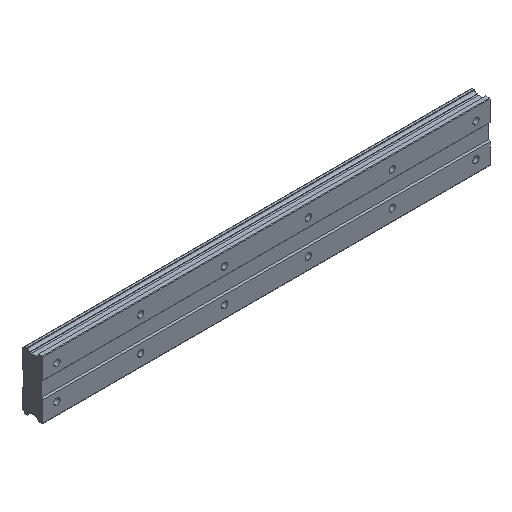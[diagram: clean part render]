
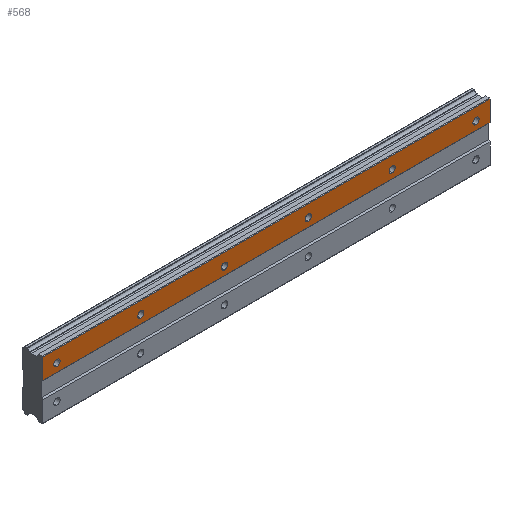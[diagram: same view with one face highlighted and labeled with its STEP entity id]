
A CAD part, isometric view. The second image highlights one B-rep face of the part: STEP entity #568.
In plain terms, the highlighted planar face has unit normal (0, -1, 0).
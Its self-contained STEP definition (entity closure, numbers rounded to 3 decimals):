
#38 = ORIENTED_EDGE ( 'NONE', *, *, #1169, .F. ) ;
#66 = AXIS2_PLACEMENT_3D ( 'NONE', #709, #921, #1637 ) ;
#119 = CIRCLE ( 'NONE', #1432, 2.25 ) ;
#141 = EDGE_CURVE ( 'NONE', #1347, #1298, #1455, .T. ) ;
#158 = VERTEX_POINT ( 'NONE', #1703 ) ;
#176 = ORIENTED_EDGE ( 'NONE', *, *, #968, .F. ) ;
#181 = DIRECTION ( 'NONE',  ( 0., 0., 1. ) ) ;
#211 = AXIS2_PLACEMENT_3D ( 'NONE', #3006, #878, #1814 ) ;
#244 = ORIENTED_EDGE ( 'NONE', *, *, #2589, .F. ) ;
#253 = DIRECTION ( 'NONE',  ( -1., 0., 0. ) ) ;
#268 = CARTESIAN_POINT ( 'NONE',  ( 180., 0., 14.25 ) ) ;
#269 = VERTEX_POINT ( 'NONE', #1306 ) ;
#297 = EDGE_CURVE ( 'NONE', #2667, #995, #1232, .T. ) ;
#317 = CARTESIAN_POINT ( 'NONE',  ( 300., 0., 12. ) ) ;
#322 = ORIENTED_EDGE ( 'NONE', *, *, #399, .F. ) ;
#336 = EDGE_CURVE ( 'NONE', #995, #2667, #2072, .T. ) ;
#377 = CARTESIAN_POINT ( 'NONE',  ( 180., 0., 9.75 ) ) ;
#382 = FACE_BOUND ( 'NONE', #628, .T. ) ;
#399 = EDGE_CURVE ( 'NONE', #1124, #158, #699, .T. ) ;
#431 = CARTESIAN_POINT ( 'NONE',  ( 240., 0., 12. ) ) ;
#456 = AXIS2_PLACEMENT_3D ( 'NONE', #1854, #1780, #905 ) ;
#457 = AXIS2_PLACEMENT_3D ( 'NONE', #317, #796, #2892 ) ;
#466 = ORIENTED_EDGE ( 'NONE', *, *, #1636, .F. ) ;
#482 = ORIENTED_EDGE ( 'NONE', *, *, #553, .F. ) ;
#496 = EDGE_LOOP ( 'NONE', ( #957, #1556 ) ) ;
#534 = EDGE_CURVE ( 'NONE', #1216, #2596, #2572, .T. ) ;
#550 = CIRCLE ( 'NONE', #2719, 2.25 ) ;
#553 = EDGE_CURVE ( 'NONE', #1298, #1047, #2457, .T. ) ;
#568 = ADVANCED_FACE ( 'NONE', ( #2020, #382, #1314, #590, #2981, #2550, #2348 ), #1647, .F. ) ;
#578 = DIRECTION ( 'NONE',  ( 0., 0., 1. ) ) ;
#581 = DIRECTION ( 'NONE',  ( 0., 0., 1. ) ) ;
#590 = FACE_BOUND ( 'NONE', #2200, .T. ) ;
#596 = DIRECTION ( 'NONE',  ( 0., -1., 0. ) ) ;
#609 = EDGE_CURVE ( 'NONE', #2464, #1347, #1367, .T. ) ;
#617 = CARTESIAN_POINT ( 'NONE',  ( 120., 0., 12. ) ) ;
#628 = EDGE_LOOP ( 'NONE', ( #38, #322 ) ) ;
#636 = VERTEX_POINT ( 'NONE', #729 ) ;
#641 = EDGE_LOOP ( 'NONE', ( #2036, #1763 ) ) ;
#649 = VECTOR ( 'NONE', #916, 1000. ) ;
#669 = CARTESIAN_POINT ( 'NONE',  ( 120., 0., 9.75 ) ) ;
#679 = DIRECTION ( 'NONE',  ( 0., 0., 1. ) ) ;
#699 = CIRCLE ( 'NONE', #1821, 2.25 ) ;
#701 = AXIS2_PLACEMENT_3D ( 'NONE', #431, #3044, #2810 ) ;
#709 = CARTESIAN_POINT ( 'NONE',  ( 240., 0., 12. ) ) ;
#729 = CARTESIAN_POINT ( 'NONE',  ( 60., 0., 9.75 ) ) ;
#748 = CIRCLE ( 'NONE', #457, 2.25 ) ;
#750 = ORIENTED_EDGE ( 'NONE', *, *, #853, .F. ) ;
#772 = ORIENTED_EDGE ( 'NONE', *, *, #141, .F. ) ;
#796 = DIRECTION ( 'NONE',  ( 0., -1., 0. ) ) ;
#853 = EDGE_CURVE ( 'NONE', #2060, #636, #119, .T. ) ;
#854 = DIRECTION ( 'NONE',  ( 0., 0., 1. ) ) ;
#878 = DIRECTION ( 'NONE',  ( 0., 1., 0. ) ) ;
#905 = DIRECTION ( 'NONE',  ( 0., 0., 1. ) ) ;
#916 = DIRECTION ( 'NONE',  ( 0., 0., -1. ) ) ;
#921 = DIRECTION ( 'NONE',  ( 0., -1., 0. ) ) ;
#957 = ORIENTED_EDGE ( 'NONE', *, *, #297, .F. ) ;
#968 = EDGE_CURVE ( 'NONE', #636, #2060, #550, .T. ) ;
#986 = EDGE_LOOP ( 'NONE', ( #2278, #3043 ) ) ;
#995 = VERTEX_POINT ( 'NONE', #669 ) ;
#1031 = VERTEX_POINT ( 'NONE', #2815 ) ;
#1047 = VERTEX_POINT ( 'NONE', #2297 ) ;
#1050 = DIRECTION ( 'NONE',  ( 0., 0., 1. ) ) ;
#1116 = DIRECTION ( 'NONE',  ( 0., -1., 0. ) ) ;
#1124 = VERTEX_POINT ( 'NONE', #2392 ) ;
#1141 = VECTOR ( 'NONE', #253, 1000. ) ;
#1167 = DIRECTION ( 'NONE',  ( 0., -1., 0. ) ) ;
#1169 = EDGE_CURVE ( 'NONE', #158, #1124, #2519, .T. ) ;
#1216 = VERTEX_POINT ( 'NONE', #377 ) ;
#1232 = CIRCLE ( 'NONE', #1621, 2.25 ) ;
#1298 = VERTEX_POINT ( 'NONE', #1951 ) ;
#1306 = CARTESIAN_POINT ( 'NONE',  ( 300., 0., 14.25 ) ) ;
#1314 = FACE_BOUND ( 'NONE', #986, .T. ) ;
#1322 = CARTESIAN_POINT ( 'NONE',  ( 60., 0., 12. ) ) ;
#1342 = CARTESIAN_POINT ( 'NONE',  ( 60., 0., 12. ) ) ;
#1347 = VERTEX_POINT ( 'NONE', #2011 ) ;
#1354 = CARTESIAN_POINT ( 'NONE',  ( 240., 0., 9.75 ) ) ;
#1367 = LINE ( 'NONE', #1598, #649 ) ;
#1432 = AXIS2_PLACEMENT_3D ( 'NONE', #1322, #2267, #1050 ) ;
#1455 = LINE ( 'NONE', #1626, #1141 ) ;
#1471 = CARTESIAN_POINT ( 'NONE',  ( 0., 0., 12. ) ) ;
#1486 = EDGE_CURVE ( 'NONE', #1031, #269, #2720, .T. ) ;
#1552 = CARTESIAN_POINT ( 'NONE',  ( 180., 0., 12. ) ) ;
#1556 = ORIENTED_EDGE ( 'NONE', *, *, #336, .F. ) ;
#1598 = CARTESIAN_POINT ( 'NONE',  ( 310., 0., 20.5 ) ) ;
#1617 = AXIS2_PLACEMENT_3D ( 'NONE', #1471, #1895, #2835 ) ;
#1621 = AXIS2_PLACEMENT_3D ( 'NONE', #617, #2365, #2794 ) ;
#1625 = CIRCLE ( 'NONE', #2888, 2.25 ) ;
#1626 = CARTESIAN_POINT ( 'NONE',  ( 310., 0., 6. ) ) ;
#1636 = EDGE_CURVE ( 'NONE', #1047, #2464, #1687, .T. ) ;
#1637 = DIRECTION ( 'NONE',  ( 0., 0., 1. ) ) ;
#1647 = PLANE ( 'NONE',  #211 ) ;
#1674 = VECTOR ( 'NONE', #578, 1000. ) ;
#1687 = LINE ( 'NONE', #1873, #1772 ) ;
#1703 = CARTESIAN_POINT ( 'NONE',  ( 0., 0., 14.25 ) ) ;
#1724 = AXIS2_PLACEMENT_3D ( 'NONE', #2752, #1116, #679 ) ;
#1757 = CARTESIAN_POINT ( 'NONE',  ( 240., 0., 14.25 ) ) ;
#1761 = CARTESIAN_POINT ( 'NONE',  ( 180., 0., 12. ) ) ;
#1763 = ORIENTED_EDGE ( 'NONE', *, *, #534, .F. ) ;
#1772 = VECTOR ( 'NONE', #3040, 1000. ) ;
#1780 = DIRECTION ( 'NONE',  ( 0., -1., 0. ) ) ;
#1814 = DIRECTION ( 'NONE',  ( 0., 0., 1. ) ) ;
#1821 = AXIS2_PLACEMENT_3D ( 'NONE', #1869, #2335, #2069 ) ;
#1854 = CARTESIAN_POINT ( 'NONE',  ( 120., 0., 12. ) ) ;
#1869 = CARTESIAN_POINT ( 'NONE',  ( 0., 0., 12. ) ) ;
#1873 = CARTESIAN_POINT ( 'NONE',  ( 310., 0., 20.5 ) ) ;
#1895 = DIRECTION ( 'NONE',  ( 0., -1., 0. ) ) ;
#1951 = CARTESIAN_POINT ( 'NONE',  ( -10., 0., 6. ) ) ;
#1952 = VERTEX_POINT ( 'NONE', #1757 ) ;
#1970 = AXIS2_PLACEMENT_3D ( 'NONE', #1552, #2995, #854 ) ;
#1991 = CARTESIAN_POINT ( 'NONE',  ( -10., 0., 20.5 ) ) ;
#2011 = CARTESIAN_POINT ( 'NONE',  ( 310., 0., 6. ) ) ;
#2020 = FACE_OUTER_BOUND ( 'NONE', #2909, .T. ) ;
#2036 = ORIENTED_EDGE ( 'NONE', *, *, #2360, .F. ) ;
#2060 = VERTEX_POINT ( 'NONE', #2332 ) ;
#2069 = DIRECTION ( 'NONE',  ( 0., 0., 1. ) ) ;
#2072 = CIRCLE ( 'NONE', #456, 2.25 ) ;
#2129 = VERTEX_POINT ( 'NONE', #1354 ) ;
#2200 = EDGE_LOOP ( 'NONE', ( #2645, #244 ) ) ;
#2259 = EDGE_CURVE ( 'NONE', #269, #1031, #748, .T. ) ;
#2267 = DIRECTION ( 'NONE',  ( 0., -1., 0. ) ) ;
#2278 = ORIENTED_EDGE ( 'NONE', *, *, #2259, .F. ) ;
#2297 = CARTESIAN_POINT ( 'NONE',  ( -10., 0., 20.5 ) ) ;
#2332 = CARTESIAN_POINT ( 'NONE',  ( 60., 0., 14.25 ) ) ;
#2335 = DIRECTION ( 'NONE',  ( 0., -1., 0. ) ) ;
#2348 = FACE_BOUND ( 'NONE', #2500, .T. ) ;
#2360 = EDGE_CURVE ( 'NONE', #2596, #1216, #1625, .T. ) ;
#2365 = DIRECTION ( 'NONE',  ( 0., -1., 0. ) ) ;
#2392 = CARTESIAN_POINT ( 'NONE',  ( 0., 0., 9.75 ) ) ;
#2393 = ORIENTED_EDGE ( 'NONE', *, *, #609, .F. ) ;
#2409 = CARTESIAN_POINT ( 'NONE',  ( 120., 0., 14.25 ) ) ;
#2457 = LINE ( 'NONE', #1991, #1674 ) ;
#2464 = VERTEX_POINT ( 'NONE', #2937 ) ;
#2477 = CIRCLE ( 'NONE', #701, 2.25 ) ;
#2500 = EDGE_LOOP ( 'NONE', ( #750, #176 ) ) ;
#2519 = CIRCLE ( 'NONE', #1617, 2.25 ) ;
#2550 = FACE_BOUND ( 'NONE', #496, .T. ) ;
#2572 = CIRCLE ( 'NONE', #1970, 2.25 ) ;
#2587 = EDGE_CURVE ( 'NONE', #1952, #2129, #2778, .T. ) ;
#2589 = EDGE_CURVE ( 'NONE', #2129, #1952, #2477, .T. ) ;
#2596 = VERTEX_POINT ( 'NONE', #268 ) ;
#2645 = ORIENTED_EDGE ( 'NONE', *, *, #2587, .F. ) ;
#2667 = VERTEX_POINT ( 'NONE', #2409 ) ;
#2719 = AXIS2_PLACEMENT_3D ( 'NONE', #1342, #1167, #181 ) ;
#2720 = CIRCLE ( 'NONE', #1724, 2.25 ) ;
#2752 = CARTESIAN_POINT ( 'NONE',  ( 300., 0., 12. ) ) ;
#2778 = CIRCLE ( 'NONE', #66, 2.25 ) ;
#2794 = DIRECTION ( 'NONE',  ( 0., 0., 1. ) ) ;
#2810 = DIRECTION ( 'NONE',  ( 0., 0., 1. ) ) ;
#2815 = CARTESIAN_POINT ( 'NONE',  ( 300., 0., 9.75 ) ) ;
#2835 = DIRECTION ( 'NONE',  ( 0., 0., 1. ) ) ;
#2888 = AXIS2_PLACEMENT_3D ( 'NONE', #1761, #596, #581 ) ;
#2892 = DIRECTION ( 'NONE',  ( 0., 0., 1. ) ) ;
#2909 = EDGE_LOOP ( 'NONE', ( #772, #2393, #466, #482 ) ) ;
#2937 = CARTESIAN_POINT ( 'NONE',  ( 310., 0., 20.5 ) ) ;
#2981 = FACE_BOUND ( 'NONE', #641, .T. ) ;
#2995 = DIRECTION ( 'NONE',  ( 0., -1., 0. ) ) ;
#3006 = CARTESIAN_POINT ( 'NONE',  ( 310., 0., 20.5 ) ) ;
#3040 = DIRECTION ( 'NONE',  ( 1., 0., 0. ) ) ;
#3043 = ORIENTED_EDGE ( 'NONE', *, *, #1486, .F. ) ;
#3044 = DIRECTION ( 'NONE',  ( 0., -1., 0. ) ) ;
